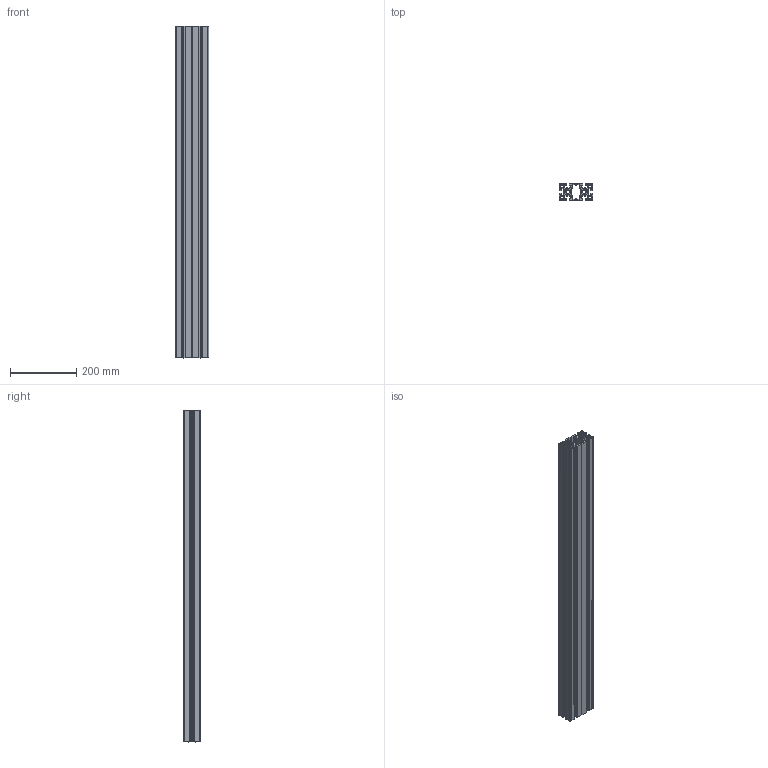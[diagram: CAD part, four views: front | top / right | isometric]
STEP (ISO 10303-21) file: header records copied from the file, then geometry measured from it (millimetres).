
FILE_DESCRIPTION (( 'STEP AP214' ), '1' );
FILE_NAME ('6510 Êîíñòðóêöèîííûé ïðîôèëü 50õ100.STEP', '2019-11-12T14:20:53', ( 'Windows User' ), ( '' ), 'SwSTEP 2.0', 'SolidWorks 2019', '' );
FILE_SCHEMA (( 'AUTOMOTIVE_DESIGN' ));
Length unit declared in the file: millimetre
Products named in the file (1): 6510 Êîíñòðóêöèîííûé ïðîôèëü 50õ100
Bounding box: 100 x 50 x 1000 mm (x, y, z)
Volume: 1764504.3 mm3; surface area: 1206462.4 mm2
Topology: 1 solids, 1 shells, 550 faces, 1644 edges, 1096 vertices
Faces by surface type: plane 292, cylinder 258
Entity records: 18686 total; most frequent: CARTESIAN_POINT 3291, ORIENTED_EDGE 3288, DIRECTION 3262, EDGE_CURVE 1644, LINE 1128, VECTOR 1128, VERTEX_POINT 1096, AXIS2_PLACEMENT_3D 1067
